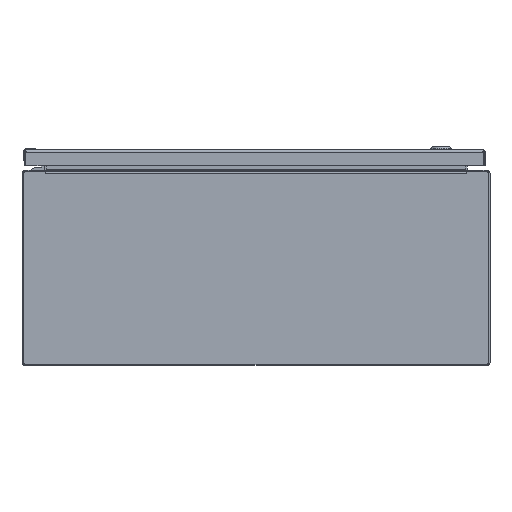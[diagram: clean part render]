
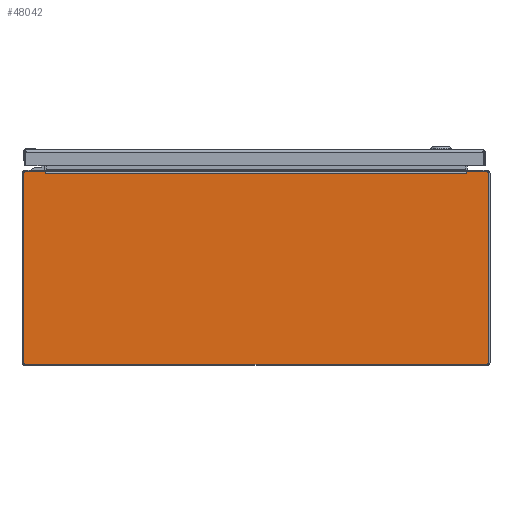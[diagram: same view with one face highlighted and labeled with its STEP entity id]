
A CAD part, front view. The second image highlights one B-rep face of the part: STEP entity #48042.
In plain terms, the highlighted planar face has unit normal (0, -1, 0).
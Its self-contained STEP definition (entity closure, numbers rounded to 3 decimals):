
#530 = VERTEX_POINT ( 'NONE', #119493 ) ;
#4602 = ORIENTED_EDGE ( 'NONE', *, *, #44635, .T. ) ;
#5636 = VECTOR ( 'NONE', #9150, 39.37 ) ;
#6270 = CIRCLE ( 'NONE', #75499, 0.08 ) ;
#6343 = VECTOR ( 'NONE', #95740, 39.37 ) ;
#7468 = DIRECTION ( 'NONE',  ( 0., -1., 0. ) ) ;
#8646 = DIRECTION ( 'NONE',  ( 0., -1., 0. ) ) ;
#9115 = DIRECTION ( 'NONE',  ( 0., 0., 1. ) ) ;
#9150 = DIRECTION ( 'NONE',  ( -1., 0., 0. ) ) ;
#9713 = VERTEX_POINT ( 'NONE', #12242 ) ;
#12242 = CARTESIAN_POINT ( 'NONE',  ( -11.857, -15., -4.937 ) ) ;
#15376 = CARTESIAN_POINT ( 'NONE',  ( -10.814, -15., 4.855 ) ) ;
#17281 = DIRECTION ( 'NONE',  ( 0., -1., 0. ) ) ;
#17735 = CIRCLE ( 'NONE', #86988, 0.08 ) ;
#18153 = DIRECTION ( 'NONE',  ( 0., 0., -1. ) ) ;
#18574 = DIRECTION ( 'NONE',  ( 0., 0., -1. ) ) ;
#19030 = CARTESIAN_POINT ( 'NONE',  ( 11.937, -15., 0. ) ) ;
#19580 = CARTESIAN_POINT ( 'NONE',  ( -10.814, -15., 4.855 ) ) ;
#20537 = ORIENTED_EDGE ( 'NONE', *, *, #103340, .T. ) ;
#22944 = VERTEX_POINT ( 'NONE', #30176 ) ;
#23919 = LINE ( 'NONE', #99458, #114331 ) ;
#24173 = CARTESIAN_POINT ( 'NONE',  ( 10.798, -15., 4.855 ) ) ;
#25581 = VERTEX_POINT ( 'NONE', #83184 ) ;
#25959 = CARTESIAN_POINT ( 'NONE',  ( 0., -15., 0. ) ) ;
#27165 = ORIENTED_EDGE ( 'NONE', *, *, #45723, .T. ) ;
#27914 = CARTESIAN_POINT ( 'NONE',  ( 0., -15., -4.937 ) ) ;
#29866 = ORIENTED_EDGE ( 'NONE', *, *, #63652, .T. ) ;
#30176 = CARTESIAN_POINT ( 'NONE',  ( 11.857, -15., 4.937 ) ) ;
#30289 = CARTESIAN_POINT ( 'NONE',  ( 11.937, -15., -4.857 ) ) ;
#30496 = EDGE_CURVE ( 'NONE', #75006, #112303, #100153, .T. ) ;
#30889 = CARTESIAN_POINT ( 'NONE',  ( 0., -15., 4.937 ) ) ;
#30952 = CARTESIAN_POINT ( 'NONE',  ( 0., -15., 4.855 ) ) ;
#31491 = VECTOR ( 'NONE', #98334, 39.37 ) ;
#31509 = DIRECTION ( 'NONE',  ( -1., 0., 0. ) ) ;
#31994 = DIRECTION ( 'NONE',  ( -0.174, 0., -0.985 ) ) ;
#32985 = EDGE_CURVE ( 'NONE', #83317, #75006, #70371, .T. ) ;
#33114 = VECTOR ( 'NONE', #18153, 39.37 ) ;
#34283 = VECTOR ( 'NONE', #94785, 39.37 ) ;
#35737 = CARTESIAN_POINT ( 'NONE',  ( 10.814, -15., 4.855 ) ) ;
#37129 = CARTESIAN_POINT ( 'NONE',  ( -11.857, -15., 4.937 ) ) ;
#39996 = VECTOR ( 'NONE', #115806, 39.37 ) ;
#40250 = LINE ( 'NONE', #30952, #39996 ) ;
#40779 = EDGE_LOOP ( 'NONE', ( #27165, #20537, #106841, #119268, #112923, #29866, #91565, #53448, #84388, #75649, #122622, #115124, #4602, #86579 ) ) ;
#43555 = DIRECTION ( 'NONE',  ( 0., -1., 0. ) ) ;
#44017 = EDGE_CURVE ( 'NONE', #22944, #83317, #23919, .T. ) ;
#44635 = EDGE_CURVE ( 'NONE', #83735, #85548, #94612, .T. ) ;
#45714 = AXIS2_PLACEMENT_3D ( 'NONE', #118510, #43555, #72658 ) ;
#45723 = EDGE_CURVE ( 'NONE', #530, #101362, #79169, .T. ) ;
#45873 = CARTESIAN_POINT ( 'NONE',  ( -11.937, -15., -4.857 ) ) ;
#46487 = VECTOR ( 'NONE', #31509, 39.37 ) ;
#47558 = CIRCLE ( 'NONE', #91029, 0.08 ) ;
#48042 = ADVANCED_FACE ( 'NONE', ( #100277 ), #61888, .T. ) ;
#50478 = VERTEX_POINT ( 'NONE', #30289 ) ;
#52071 = DIRECTION ( 'NONE',  ( 0., -1., 0. ) ) ;
#52388 = DIRECTION ( 'NONE',  ( -1., 0., 0. ) ) ;
#52965 = EDGE_CURVE ( 'NONE', #109324, #60858, #62170, .T. ) ;
#53448 = ORIENTED_EDGE ( 'NONE', *, *, #121500, .T. ) ;
#55031 = DIRECTION ( 'NONE',  ( 0., 0., -1. ) ) ;
#60858 = VERTEX_POINT ( 'NONE', #45873 ) ;
#61888 = PLANE ( 'NONE',  #63363 ) ;
#62170 = LINE ( 'NONE', #90645, #33114 ) ;
#62392 = VECTOR ( 'NONE', #31994, 39.37 ) ;
#63012 = EDGE_CURVE ( 'NONE', #60858, #9713, #105041, .T. ) ;
#63363 = AXIS2_PLACEMENT_3D ( 'NONE', #25959, #17281, #55031 ) ;
#63652 = EDGE_CURVE ( 'NONE', #98019, #50478, #6270, .T. ) ;
#63829 = EDGE_CURVE ( 'NONE', #112303, #83735, #40250, .T. ) ;
#64411 = CARTESIAN_POINT ( 'NONE',  ( -11.857, -15., 4.857 ) ) ;
#65517 = CARTESIAN_POINT ( 'NONE',  ( 0., -15., 4.855 ) ) ;
#68173 = LINE ( 'NONE', #27914, #34283 ) ;
#68908 = EDGE_CURVE ( 'NONE', #9713, #98019, #68173, .T. ) ;
#69992 = VECTOR ( 'NONE', #9115, 39.37 ) ;
#70371 = LINE ( 'NONE', #96415, #62392 ) ;
#70488 = CARTESIAN_POINT ( 'NONE',  ( 10.806, -15., 4.855 ) ) ;
#72658 = DIRECTION ( 'NONE',  ( 0., 0., -1. ) ) ;
#75006 = VERTEX_POINT ( 'NONE', #35737 ) ;
#75499 = AXIS2_PLACEMENT_3D ( 'NONE', #91681, #7468, #18574 ) ;
#75649 = ORIENTED_EDGE ( 'NONE', *, *, #32985, .T. ) ;
#79169 = LINE ( 'NONE', #30889, #31491 ) ;
#81032 = CARTESIAN_POINT ( 'NONE',  ( -10.798, -15., 4.855 ) ) ;
#81197 = CARTESIAN_POINT ( 'NONE',  ( 11.857, -15., 4.857 ) ) ;
#83184 = CARTESIAN_POINT ( 'NONE',  ( 11.937, -15., 4.857 ) ) ;
#83317 = VERTEX_POINT ( 'NONE', #99727 ) ;
#83735 = VERTEX_POINT ( 'NONE', #81032 ) ;
#83837 = EDGE_CURVE ( 'NONE', #50478, #25581, #95189, .T. ) ;
#84201 = DIRECTION ( 'NONE',  ( 0., 0., -1. ) ) ;
#84388 = ORIENTED_EDGE ( 'NONE', *, *, #44017, .T. ) ;
#85548 = VERTEX_POINT ( 'NONE', #15376 ) ;
#86579 = ORIENTED_EDGE ( 'NONE', *, *, #109093, .T. ) ;
#86988 = AXIS2_PLACEMENT_3D ( 'NONE', #81197, #52071, #109669 ) ;
#90645 = CARTESIAN_POINT ( 'NONE',  ( -11.937, -15., 0. ) ) ;
#91029 = AXIS2_PLACEMENT_3D ( 'NONE', #64411, #8646, #84201 ) ;
#91565 = ORIENTED_EDGE ( 'NONE', *, *, #83837, .T. ) ;
#91681 = CARTESIAN_POINT ( 'NONE',  ( 11.857, -15., -4.857 ) ) ;
#94612 = LINE ( 'NONE', #65517, #5636 ) ;
#94785 = DIRECTION ( 'NONE',  ( 1., 0., 0. ) ) ;
#95189 = LINE ( 'NONE', #19030, #69992 ) ;
#95740 = DIRECTION ( 'NONE',  ( -0.174, 0., 0.985 ) ) ;
#96415 = CARTESIAN_POINT ( 'NONE',  ( 10.828, -15., 4.937 ) ) ;
#98019 = VERTEX_POINT ( 'NONE', #117849 ) ;
#98334 = DIRECTION ( 'NONE',  ( -1., 0., 0. ) ) ;
#99458 = CARTESIAN_POINT ( 'NONE',  ( 0., -15., 4.937 ) ) ;
#99727 = CARTESIAN_POINT ( 'NONE',  ( 10.828, -15., 4.937 ) ) ;
#100153 = LINE ( 'NONE', #70488, #46487 ) ;
#100277 = FACE_OUTER_BOUND ( 'NONE', #40779, .T. ) ;
#101213 = CARTESIAN_POINT ( 'NONE',  ( -11.937, -15., 4.857 ) ) ;
#101362 = VERTEX_POINT ( 'NONE', #37129 ) ;
#103340 = EDGE_CURVE ( 'NONE', #101362, #109324, #47558, .T. ) ;
#104424 = LINE ( 'NONE', #19580, #6343 ) ;
#105041 = CIRCLE ( 'NONE', #45714, 0.08 ) ;
#106841 = ORIENTED_EDGE ( 'NONE', *, *, #52965, .T. ) ;
#109093 = EDGE_CURVE ( 'NONE', #85548, #530, #104424, .T. ) ;
#109324 = VERTEX_POINT ( 'NONE', #101213 ) ;
#109669 = DIRECTION ( 'NONE',  ( 0., 0., -1. ) ) ;
#112303 = VERTEX_POINT ( 'NONE', #24173 ) ;
#112923 = ORIENTED_EDGE ( 'NONE', *, *, #68908, .T. ) ;
#114331 = VECTOR ( 'NONE', #52388, 39.37 ) ;
#115124 = ORIENTED_EDGE ( 'NONE', *, *, #63829, .T. ) ;
#115806 = DIRECTION ( 'NONE',  ( -1., 0., 0. ) ) ;
#117849 = CARTESIAN_POINT ( 'NONE',  ( 11.857, -15., -4.937 ) ) ;
#118510 = CARTESIAN_POINT ( 'NONE',  ( -11.857, -15., -4.857 ) ) ;
#119268 = ORIENTED_EDGE ( 'NONE', *, *, #63012, .T. ) ;
#119493 = CARTESIAN_POINT ( 'NONE',  ( -10.828, -15., 4.937 ) ) ;
#121500 = EDGE_CURVE ( 'NONE', #25581, #22944, #17735, .T. ) ;
#122622 = ORIENTED_EDGE ( 'NONE', *, *, #30496, .T. ) ;
